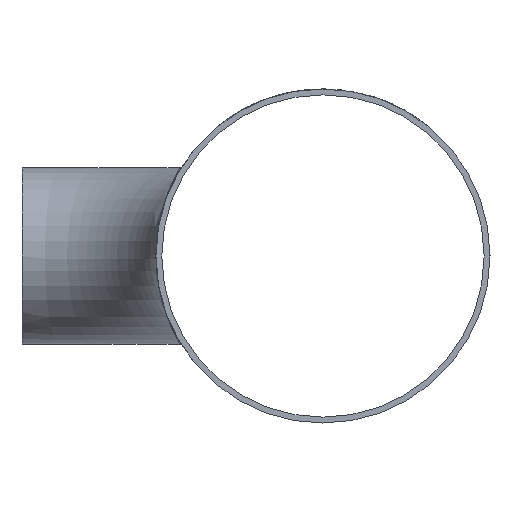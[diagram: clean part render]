
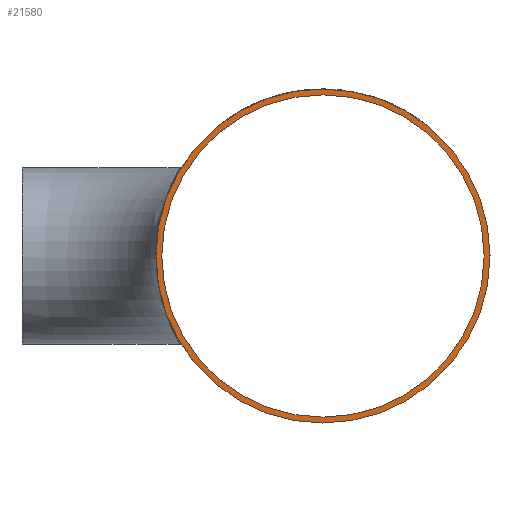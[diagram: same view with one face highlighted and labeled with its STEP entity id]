
A CAD part, left-side view. The second image highlights one B-rep face of the part: STEP entity #21580.
In plain terms, the highlighted planar face has unit normal (-1, 0, 0).
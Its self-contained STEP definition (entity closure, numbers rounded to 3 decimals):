
#2958 = CARTESIAN_POINT ( 'NONE',  ( -152., -102.99, 0. ) ) ;
#3017 = VERTEX_POINT ( 'NONE', #3520 ) ;
#3520 = CARTESIAN_POINT ( 'NONE',  ( -152., -102.99, -57.15 ) ) ;
#5405 = AXIS2_PLACEMENT_3D ( 'NONE', #2958, #13670, #11222 ) ;
#6082 = CIRCLE ( 'NONE', #5405, 55.15 ) ;
#6124 = DIRECTION ( 'NONE',  ( 0., 0., -1. ) ) ;
#6727 = FACE_OUTER_BOUND ( 'NONE', #11516, .T. ) ;
#6891 = DIRECTION ( 'NONE',  ( 0., 0., -1. ) ) ;
#8147 = AXIS2_PLACEMENT_3D ( 'NONE', #26828, #32120, #6891 ) ;
#8202 = ORIENTED_EDGE ( 'NONE', *, *, #8580, .F. ) ;
#8483 = CARTESIAN_POINT ( 'NONE',  ( -152., -102.99, -55.15 ) ) ;
#8580 = EDGE_CURVE ( 'NONE', #3017, #3017, #19929, .T. ) ;
#9038 = PLANE ( 'NONE',  #8147 ) ;
#11222 = DIRECTION ( 'NONE',  ( 0., 0., -1. ) ) ;
#11516 = EDGE_LOOP ( 'NONE', ( #8202 ) ) ;
#13670 = DIRECTION ( 'NONE',  ( 1., 0., 0. ) ) ;
#15557 = VERTEX_POINT ( 'NONE', #8483 ) ;
#16964 = EDGE_CURVE ( 'NONE', #15557, #15557, #6082, .T. ) ;
#19409 = FACE_BOUND ( 'NONE', #25329, .T. ) ;
#19929 = CIRCLE ( 'NONE', #25190, 57.15 ) ;
#21103 = CARTESIAN_POINT ( 'NONE',  ( -152., -102.99, 0. ) ) ;
#21580 = ADVANCED_FACE ( 'NONE', ( #19409, #6727 ), #9038, .F. ) ;
#25190 = AXIS2_PLACEMENT_3D ( 'NONE', #21103, #28676, #6124 ) ;
#25329 = EDGE_LOOP ( 'NONE', ( #28441 ) ) ;
#26828 = CARTESIAN_POINT ( 'NONE',  ( -152., -102.99, 0. ) ) ;
#28441 = ORIENTED_EDGE ( 'NONE', *, *, #16964, .T. ) ;
#28676 = DIRECTION ( 'NONE',  ( 1., 0., 0. ) ) ;
#32120 = DIRECTION ( 'NONE',  ( 1., 0., 0. ) ) ;
